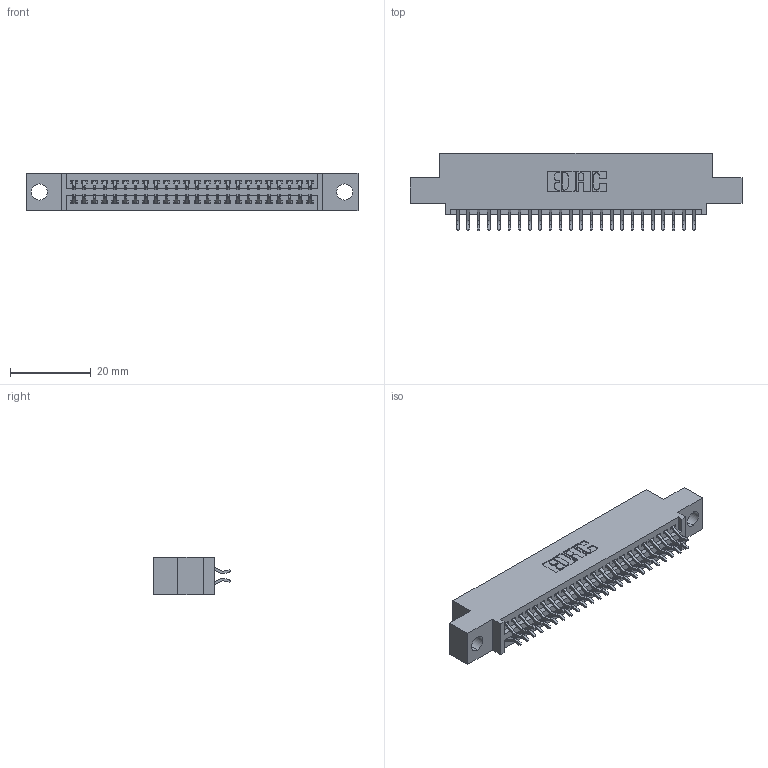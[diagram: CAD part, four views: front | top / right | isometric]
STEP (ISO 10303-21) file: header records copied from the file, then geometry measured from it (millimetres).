
FILE_DESCRIPTION (( 'STEP AP203' ), '1' );
FILE_NAME ('395-048-556-504.STEP', '2018-11-19T22:33:44', ( '' ), ( '' ), 'SwSTEP 2.0', 'SolidWorks 2016', '' );
FILE_SCHEMA (( 'CONFIG_CONTROL_DESIGN' ));
Length unit declared in the file: inch
Products named in the file (3): 345-292-001_556 Tail; 345 Part_0.110 Offset - 0.156 Dia-TH; 395-048-556-504
Assembly tree (49 placements, depth 2):
  395-048-556-504
    345 Part_0.110 Offset - 0.156 Dia-TH
    345-292-001_556 Tail  x48
Bounding box: 82.17 x 19.24 x 9.4 mm (x, y, z)
Volume: 7651.8 mm3; surface area: 10828 mm2
Topology: 49 solids, 49 shells, 2818 faces, 8369 edges, 5514 vertices
Faces by surface type: plane 1860, cylinder 958
Entity records: 21609 total; most frequent: CARTESIAN_POINT 3656, ORIENTED_EDGE 3578, DIRECTION 3233, EDGE_CURVE 1789, LINE 1553, VECTOR 1553, VERTEX_POINT 1190, AXIS2_PLACEMENT_3D 840
